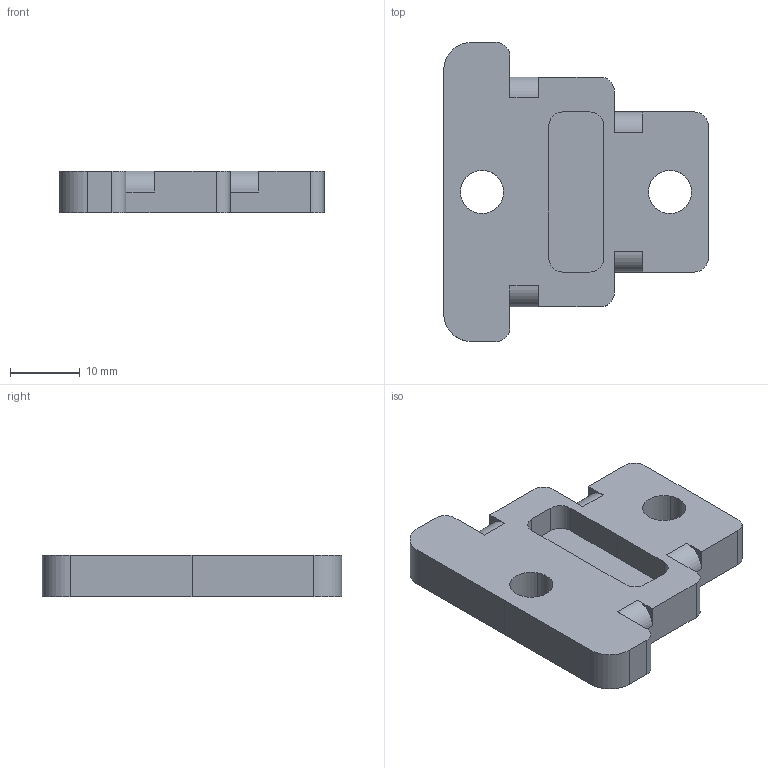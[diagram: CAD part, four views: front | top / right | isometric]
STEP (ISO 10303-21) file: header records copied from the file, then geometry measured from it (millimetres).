
FILE_DESCRIPTION(('CATIA V5 STEP Exchange'),'2;1');
FILE_NAME('Support 2 Cales hauteur - 00.stp','2017-05-21T07:54:33+00:00',('none'),('none'),'CATIA Version 5 Release 16 (IN-10)','CATIA V5 STEP AP203','none');
FILE_SCHEMA(('CONFIG_CONTROL_DESIGN'));
Length unit declared in the file: millimetre
Products named in the file (1): Support 2 Cales hauteur - 00
Bounding box: 38 x 43 x 6 mm (x, y, z)
Volume: 6104.9 mm3; surface area: 3665.2 mm2
Topology: 1 solids, 1 shells, 47 faces, 132 edges, 88 vertices
Faces by surface type: plane 27, cylinder 20
Entity records: 1486 total; most frequent: ORIENTED_EDGE 264, CARTESIAN_POINT 258, DIRECTION 206, EDGE_CURVE 132, VECTOR 92, LINE 92, VERTEX_POINT 88, AXIS2_PLACEMENT_3D 78
